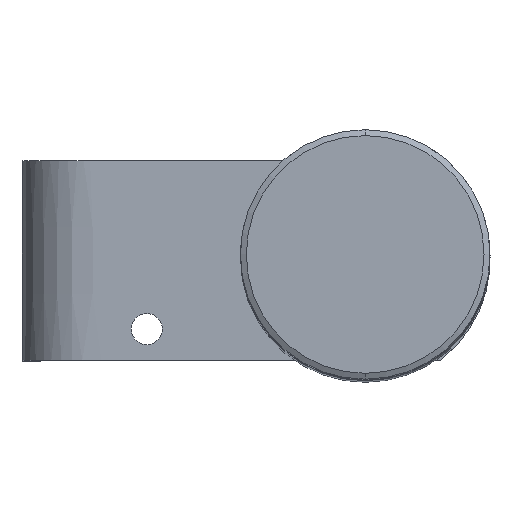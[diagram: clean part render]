
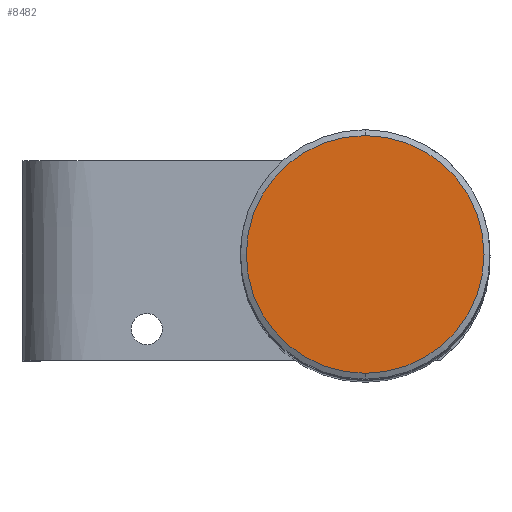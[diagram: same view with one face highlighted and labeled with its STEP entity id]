
A CAD part, top view. The second image highlights one B-rep face of the part: STEP entity #8482.
In plain terms, the highlighted planar face has unit normal (0, 0, 1).
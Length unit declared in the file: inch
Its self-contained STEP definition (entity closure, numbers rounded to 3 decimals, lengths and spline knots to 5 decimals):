
#257 = VERTEX_POINT ( 'NONE', #6881 ) ;
#381 = CARTESIAN_POINT ( 'NONE',  ( 2.16535, 0., 23.48425 ) ) ;
#723 = CIRCLE ( 'NONE', #6153, 0.75 ) ;
#993 = EDGE_CURVE ( 'NONE', #257, #3238, #723, .T. ) ;
#1431 = DIRECTION ( 'NONE',  ( 1., 0., 0. ) ) ;
#1586 = DIRECTION ( 'NONE',  ( 0., 1., 0. ) ) ;
#1612 = CIRCLE ( 'NONE', #7877, 0.75 ) ;
#2135 = CARTESIAN_POINT ( 'NONE',  ( 1.40635, -0.759, 23.48425 ) ) ;
#2297 = CARTESIAN_POINT ( 'NONE',  ( 2.16535, 0., 23.48425 ) ) ;
#3238 = VERTEX_POINT ( 'NONE', #3360 ) ;
#3250 = ORIENTED_EDGE ( 'NONE', *, *, #993, .F. ) ;
#3360 = CARTESIAN_POINT ( 'NONE',  ( 2.16535, -0.75, 23.48425 ) ) ;
#3761 = DIRECTION ( 'NONE',  ( 0., 1., 0. ) ) ;
#3839 = EDGE_CURVE ( 'NONE', #3238, #257, #1612, .T. ) ;
#4873 = AXIS2_PLACEMENT_3D ( 'NONE', #2135, #7655, #1431 ) ;
#4920 = DIRECTION ( 'NONE',  ( 0., 0., -1. ) ) ;
#5119 = DIRECTION ( 'NONE',  ( 0., 0., -1. ) ) ;
#5169 = FACE_OUTER_BOUND ( 'NONE', #6114, .T. ) ;
#6114 = EDGE_LOOP ( 'NONE', ( #3250, #6407 ) ) ;
#6153 = AXIS2_PLACEMENT_3D ( 'NONE', #381, #5119, #3761 ) ;
#6407 = ORIENTED_EDGE ( 'NONE', *, *, #3839, .F. ) ;
#6881 = CARTESIAN_POINT ( 'NONE',  ( 2.16535, 0.75, 23.48425 ) ) ;
#7618 = PLANE ( 'NONE',  #4873 ) ;
#7655 = DIRECTION ( 'NONE',  ( 0., 0., 1. ) ) ;
#7877 = AXIS2_PLACEMENT_3D ( 'NONE', #2297, #4920, #1586 ) ;
#8482 = ADVANCED_FACE ( 'NONE', ( #5169 ), #7618, .T. ) ;
